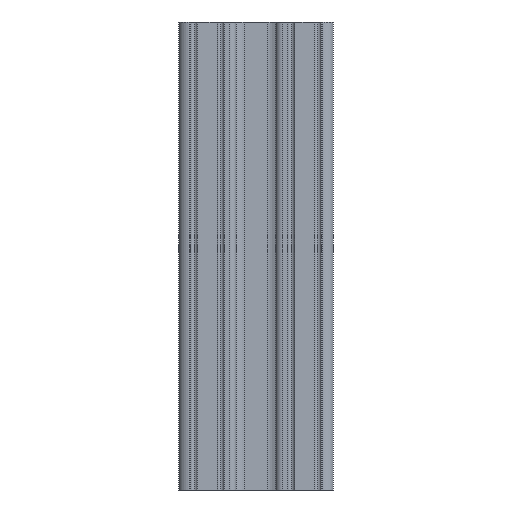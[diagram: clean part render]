
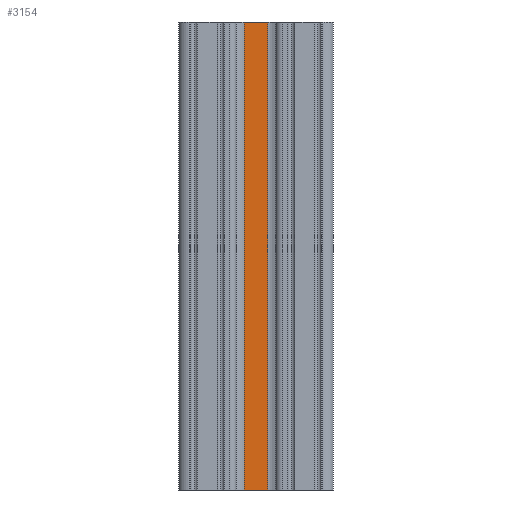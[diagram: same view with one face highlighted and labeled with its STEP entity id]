
A CAD part, left-side view. The second image highlights one B-rep face of the part: STEP entity #3154.
In plain terms, the highlighted planar face has unit normal (-1, 0, 0).
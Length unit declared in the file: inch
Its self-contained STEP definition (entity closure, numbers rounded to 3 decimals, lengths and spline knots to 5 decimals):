
#23 = LINE ( 'NONE', #825, #1364 ) ;
#76 = LINE ( 'NONE', #1297, #2617 ) ;
#135 = VERTEX_POINT ( 'NONE', #508 ) ;
#142 = VERTEX_POINT ( 'NONE', #762 ) ;
#239 = VERTEX_POINT ( 'NONE', #2504 ) ;
#285 = ORIENTED_EDGE ( 'NONE', *, *, #3198, .T. ) ;
#508 = CARTESIAN_POINT ( 'NONE',  ( -0.178, 0.07506, 3.02362 ) ) ;
#523 = CARTESIAN_POINT ( 'NONE',  ( -0.178, 0., 0. ) ) ;
#560 = EDGE_CURVE ( 'NONE', #142, #239, #76, .T. ) ;
#664 = LINE ( 'NONE', #915, #1127 ) ;
#679 = VECTOR ( 'NONE', #1843, 39.37008 ) ;
#747 = ORIENTED_EDGE ( 'NONE', *, *, #3407, .T. ) ;
#762 = CARTESIAN_POINT ( 'NONE',  ( -0.178, -0.07506, 0. ) ) ;
#825 = CARTESIAN_POINT ( 'NONE',  ( -0.178, 0., 3.02362 ) ) ;
#915 = CARTESIAN_POINT ( 'NONE',  ( -0.178, 0.07506, 0. ) ) ;
#1047 = EDGE_CURVE ( 'NONE', #135, #239, #23, .T. ) ;
#1053 = DIRECTION ( 'NONE',  ( 0., 0., 1. ) ) ;
#1127 = VECTOR ( 'NONE', #2743, 39.37008 ) ;
#1297 = CARTESIAN_POINT ( 'NONE',  ( -0.178, -0.07506, 0. ) ) ;
#1364 = VECTOR ( 'NONE', #2159, 39.37008 ) ;
#1746 = ORIENTED_EDGE ( 'NONE', *, *, #560, .T. ) ;
#1843 = DIRECTION ( 'NONE',  ( 0., -1., 0. ) ) ;
#1874 = ORIENTED_EDGE ( 'NONE', *, *, #1047, .F. ) ;
#2114 = AXIS2_PLACEMENT_3D ( 'NONE', #523, #2934, #2983 ) ;
#2159 = DIRECTION ( 'NONE',  ( 0., -1., 0. ) ) ;
#2369 = EDGE_LOOP ( 'NONE', ( #285, #1746, #1874, #747 ) ) ;
#2407 = CARTESIAN_POINT ( 'NONE',  ( -0.178, 0., 0. ) ) ;
#2504 = CARTESIAN_POINT ( 'NONE',  ( -0.178, -0.07506, 3.02362 ) ) ;
#2603 = CARTESIAN_POINT ( 'NONE',  ( -0.178, 0.07506, 0. ) ) ;
#2617 = VECTOR ( 'NONE', #1053, 39.37008 ) ;
#2672 = FACE_OUTER_BOUND ( 'NONE', #2369, .T. ) ;
#2725 = LINE ( 'NONE', #2407, #679 ) ;
#2743 = DIRECTION ( 'NONE',  ( 0., 0., -1. ) ) ;
#2934 = DIRECTION ( 'NONE',  ( -1., 0., 0. ) ) ;
#2966 = PLANE ( 'NONE',  #2114 ) ;
#2983 = DIRECTION ( 'NONE',  ( 0., 0., 1. ) ) ;
#3062 = VERTEX_POINT ( 'NONE', #2603 ) ;
#3154 = ADVANCED_FACE ( 'NONE', ( #2672 ), #2966, .T. ) ;
#3198 = EDGE_CURVE ( 'NONE', #3062, #142, #2725, .T. ) ;
#3407 = EDGE_CURVE ( 'NONE', #135, #3062, #664, .T. ) ;
